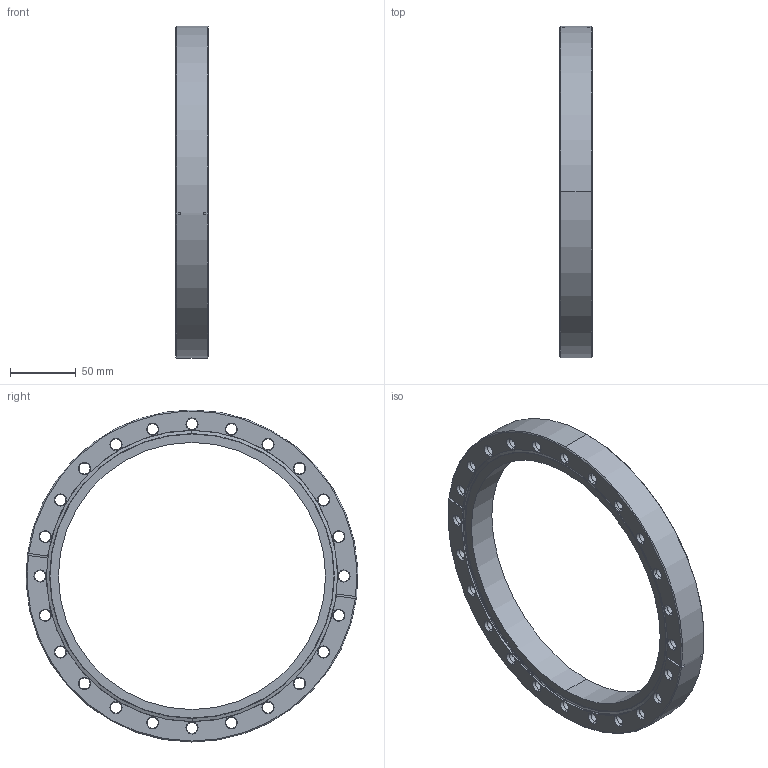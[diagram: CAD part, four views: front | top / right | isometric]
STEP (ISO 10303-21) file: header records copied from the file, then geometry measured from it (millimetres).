
FILE_DESCRIPTION (( 'STEP AP203' ), '1' );
FILE_NAME ('140033_A.STEP', '2024-03-26T01:01:42', ( '' ), ( '' ), 'SwSTEP 2.0', 'SolidWorks 2022', '' );
FILE_SCHEMA (( 'CONFIG_CONTROL_DESIGN' ));
Length unit declared in the file: inch
Products named in the file (1): 140033_A
Bounding box: 24.64 x 252.98 x 253.24 mm (x, y, z)
Volume: 387967.4 mm3; surface area: 84552.3 mm2
Topology: 1 solids, 1 shells, 196 faces, 464 edges, 270 vertices
Faces by surface type: cone 106, cylinder 64, plane 14, torus 12
Entity records: 5821 total; most frequent: DIRECTION 1104, CARTESIAN_POINT 979, ORIENTED_EDGE 928, EDGE_CURVE 464, AXIS2_PLACEMENT_3D 459, VERTEX_POINT 270, CIRCLE 262, EDGE_LOOP 246
